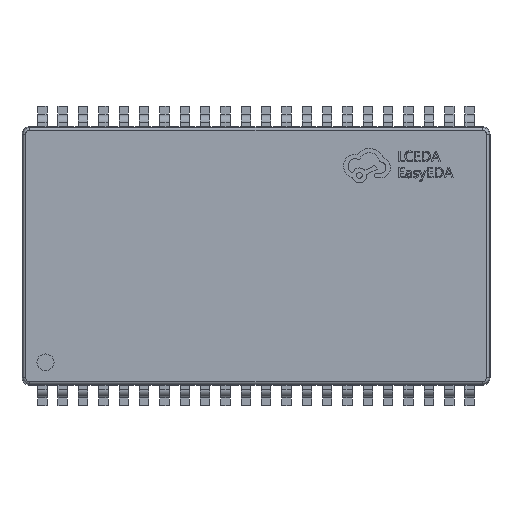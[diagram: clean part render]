
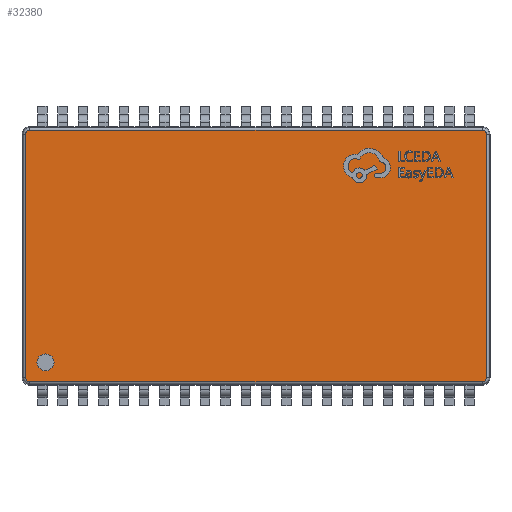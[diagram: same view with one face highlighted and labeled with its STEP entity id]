
A CAD part, top view. The second image highlights one B-rep face of the part: STEP entity #32380.
In plain terms, the highlighted planar face has unit normal (0, 0, 1).
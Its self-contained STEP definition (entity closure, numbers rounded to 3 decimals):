
#952 = LINE ( 'NONE', #3818, #5419 ) ;
#1485 = EDGE_LOOP ( 'NONE', ( #11130, #3213, #31892, #31034, #10064, #24758, #26807, #25040 ) ) ;
#1515 = EDGE_CURVE ( 'NONE', #25621, #37687, #43056, .T. ) ;
#2181 = VERTEX_POINT ( 'NONE', #10486 ) ;
#2203 = EDGE_CURVE ( 'NONE', #13001, #22206, #32397, .T. ) ;
#3213 = ORIENTED_EDGE ( 'NONE', *, *, #11315, .T. ) ;
#3762 = DIRECTION ( 'NONE',  ( 0., 0., 1. ) ) ;
#3818 = CARTESIAN_POINT ( 'NONE',  ( 8.9, 4.942, 0.525 ) ) ;
#4793 = DIRECTION ( 'NONE',  ( 0., 0., -1. ) ) ;
#4840 = LINE ( 'NONE', #15934, #19037 ) ;
#5287 = LINE ( 'NONE', #32496, #12397 ) ;
#5419 = VECTOR ( 'NONE', #14465, 1000. ) ;
#7078 = CARTESIAN_POINT ( 'NONE',  ( 9.062, -4.78, 0.525 ) ) ;
#7331 = DIRECTION ( 'NONE',  ( 0., 0., 1. ) ) ;
#7504 = DIRECTION ( 'NONE',  ( -1., 0., 0. ) ) ;
#8763 = LINE ( 'NONE', #19276, #19419 ) ;
#8814 = AXIS2_PLACEMENT_3D ( 'NONE', #16128, #19920, #29949 ) ;
#10064 = ORIENTED_EDGE ( 'NONE', *, *, #40122, .T. ) ;
#10133 = AXIS2_PLACEMENT_3D ( 'NONE', #31430, #14707, #34579 ) ;
#10486 = CARTESIAN_POINT ( 'NONE',  ( 9.062, 4.78, 0.525 ) ) ;
#11010 = FACE_BOUND ( 'NONE', #14227, .T. ) ;
#11130 = ORIENTED_EDGE ( 'NONE', *, *, #2203, .T. ) ;
#11315 = EDGE_CURVE ( 'NONE', #22206, #2181, #8763, .T. ) ;
#11860 = VERTEX_POINT ( 'NONE', #16034 ) ;
#12185 = DIRECTION ( 'NONE',  ( 1., 0., 0. ) ) ;
#12248 = EDGE_CURVE ( 'NONE', #37687, #13001, #5287, .T. ) ;
#12397 = VECTOR ( 'NONE', #12185, 1000. ) ;
#13001 = VERTEX_POINT ( 'NONE', #30608 ) ;
#13407 = EDGE_CURVE ( 'NONE', #29463, #37386, #29346, .T. ) ;
#13804 = VERTEX_POINT ( 'NONE', #40454 ) ;
#14048 = CARTESIAN_POINT ( 'NONE',  ( -9.062, 4.78, 0.525 ) ) ;
#14227 = EDGE_LOOP ( 'NONE', ( #39867, #21149 ) ) ;
#14465 = DIRECTION ( 'NONE',  ( -1., 0., 0. ) ) ;
#14707 = DIRECTION ( 'NONE',  ( 0., 0., 1. ) ) ;
#14782 = VERTEX_POINT ( 'NONE', #14048 ) ;
#15044 = DIRECTION ( 'NONE',  ( 0., -1., 0. ) ) ;
#15286 = CARTESIAN_POINT ( 'NONE',  ( -8.611, -4.185, 0.525 ) ) ;
#15668 = CARTESIAN_POINT ( 'NONE',  ( -8.9, -4.942, 0.525 ) ) ;
#15934 = CARTESIAN_POINT ( 'NONE',  ( -9.062, 4.78, 0.525 ) ) ;
#16034 = CARTESIAN_POINT ( 'NONE',  ( -8.9, 4.942, 0.525 ) ) ;
#16128 = CARTESIAN_POINT ( 'NONE',  ( 8.9, 4.78, 0.525 ) ) ;
#16173 = DIRECTION ( 'NONE',  ( -1., 0., 0. ) ) ;
#18199 = DIRECTION ( 'NONE',  ( 1., 0., 0. ) ) ;
#18358 = DIRECTION ( 'NONE',  ( -1., 0., 0. ) ) ;
#18864 = DIRECTION ( 'NONE',  ( 0., 0., 1. ) ) ;
#19037 = VECTOR ( 'NONE', #15044, 1000. ) ;
#19276 = CARTESIAN_POINT ( 'NONE',  ( 9.062, 4.78, 0.525 ) ) ;
#19419 = VECTOR ( 'NONE', #26447, 1000. ) ;
#19920 = DIRECTION ( 'NONE',  ( 0., 0., 1. ) ) ;
#20924 = CIRCLE ( 'NONE', #8814, 0.162 ) ;
#21149 = ORIENTED_EDGE ( 'NONE', *, *, #25684, .F. ) ;
#22206 = VERTEX_POINT ( 'NONE', #7078 ) ;
#23487 = AXIS2_PLACEMENT_3D ( 'NONE', #42286, #41598, #18199 ) ;
#23620 = EDGE_CURVE ( 'NONE', #2181, #13804, #20924, .T. ) ;
#24758 = ORIENTED_EDGE ( 'NONE', *, *, #33776, .T. ) ;
#25040 = ORIENTED_EDGE ( 'NONE', *, *, #12248, .T. ) ;
#25368 = CIRCLE ( 'NONE', #36031, 0.162 ) ;
#25621 = VERTEX_POINT ( 'NONE', #35011 ) ;
#25684 = EDGE_CURVE ( 'NONE', #37386, #29463, #42671, .T. ) ;
#26447 = DIRECTION ( 'NONE',  ( 0., 1., 0. ) ) ;
#26807 = ORIENTED_EDGE ( 'NONE', *, *, #1515, .T. ) ;
#29346 = CIRCLE ( 'NONE', #10133, 0.335 ) ;
#29463 = VERTEX_POINT ( 'NONE', #34559 ) ;
#29775 = CARTESIAN_POINT ( 'NONE',  ( -8.9, -4.78, 0.525 ) ) ;
#29949 = DIRECTION ( 'NONE',  ( -1., 0., 0. ) ) ;
#30608 = CARTESIAN_POINT ( 'NONE',  ( 8.9, -4.942, 0.525 ) ) ;
#31034 = ORIENTED_EDGE ( 'NONE', *, *, #32555, .T. ) ;
#31430 = CARTESIAN_POINT ( 'NONE',  ( -8.276, -4.185, 0.525 ) ) ;
#31516 = CARTESIAN_POINT ( 'NONE',  ( 8.9, 4.78, 0.525 ) ) ;
#31742 = FACE_OUTER_BOUND ( 'NONE', #1485, .T. ) ;
#31892 = ORIENTED_EDGE ( 'NONE', *, *, #23620, .T. ) ;
#32380 = ADVANCED_FACE ( 'NONE', ( #11010, #31742 ), #35331, .F. ) ;
#32397 = CIRCLE ( 'NONE', #36708, 0.162 ) ;
#32496 = CARTESIAN_POINT ( 'NONE',  ( 8.9, -4.942, 0.525 ) ) ;
#32555 = EDGE_CURVE ( 'NONE', #13804, #11860, #952, .T. ) ;
#33776 = EDGE_CURVE ( 'NONE', #14782, #25621, #4840, .T. ) ;
#33808 = AXIS2_PLACEMENT_3D ( 'NONE', #29775, #18864, #16173 ) ;
#34559 = CARTESIAN_POINT ( 'NONE',  ( -7.941, -4.185, 0.525 ) ) ;
#34579 = DIRECTION ( 'NONE',  ( 1., 0., 0. ) ) ;
#34729 = CARTESIAN_POINT ( 'NONE',  ( -8.9, 4.78, 0.525 ) ) ;
#35011 = CARTESIAN_POINT ( 'NONE',  ( -9.062, -4.78, 0.525 ) ) ;
#35331 = PLANE ( 'NONE',  #36763 ) ;
#36031 = AXIS2_PLACEMENT_3D ( 'NONE', #34729, #3762, #7504 ) ;
#36708 = AXIS2_PLACEMENT_3D ( 'NONE', #38368, #7331, #41249 ) ;
#36763 = AXIS2_PLACEMENT_3D ( 'NONE', #31516, #4793, #18358 ) ;
#37386 = VERTEX_POINT ( 'NONE', #15286 ) ;
#37687 = VERTEX_POINT ( 'NONE', #15668 ) ;
#38368 = CARTESIAN_POINT ( 'NONE',  ( 8.9, -4.78, 0.525 ) ) ;
#39867 = ORIENTED_EDGE ( 'NONE', *, *, #13407, .F. ) ;
#40122 = EDGE_CURVE ( 'NONE', #11860, #14782, #25368, .T. ) ;
#40454 = CARTESIAN_POINT ( 'NONE',  ( 8.9, 4.942, 0.525 ) ) ;
#41249 = DIRECTION ( 'NONE',  ( -1., 0., 0. ) ) ;
#41598 = DIRECTION ( 'NONE',  ( 0., 0., 1. ) ) ;
#42286 = CARTESIAN_POINT ( 'NONE',  ( -8.276, -4.185, 0.525 ) ) ;
#42671 = CIRCLE ( 'NONE', #23487, 0.335 ) ;
#43056 = CIRCLE ( 'NONE', #33808, 0.162 ) ;
